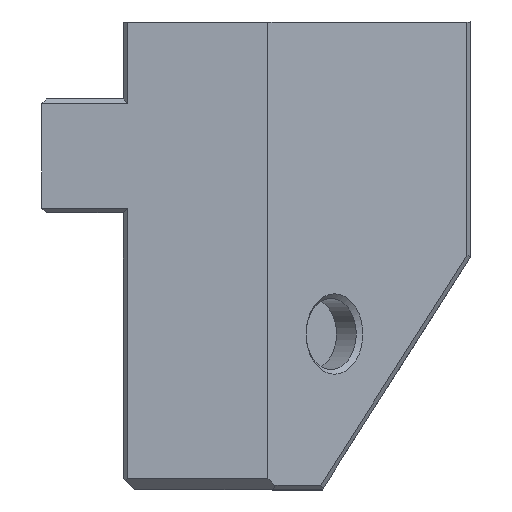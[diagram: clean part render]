
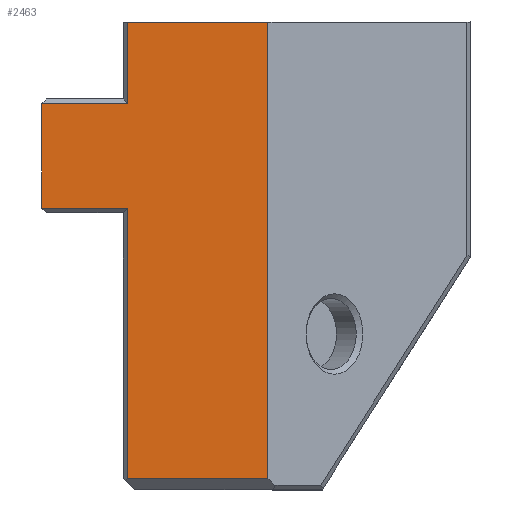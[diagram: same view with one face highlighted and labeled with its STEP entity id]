
A CAD part, left-side view. The second image highlights one B-rep face of the part: STEP entity #2463.
In plain terms, the highlighted planar face has unit normal (-1, 0, 0).
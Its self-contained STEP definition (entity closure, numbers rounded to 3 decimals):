
#105=PLANE('',#2676);
#249=FACE_OUTER_BOUND('',#397,.T.);
#397=EDGE_LOOP('',(#2116,#2117,#2118,#2119,#2120,#2121,#2122,#2123));
#518=LINE('',#3621,#804);
#598=LINE('',#3886,#884);
#601=LINE('',#3891,#887);
#602=LINE('',#3894,#888);
#605=LINE('',#3900,#891);
#618=LINE('',#3924,#904);
#698=LINE('',#4092,#984);
#699=LINE('',#4093,#985);
#804=VECTOR('',#2830,10.);
#884=VECTOR('',#3056,10.);
#887=VECTOR('',#3061,10.);
#888=VECTOR('',#3064,10.);
#891=VECTOR('',#3069,10.);
#904=VECTOR('',#3092,10.);
#984=VECTOR('',#3260,10.);
#985=VECTOR('',#3261,10.);
#1110=VERTEX_POINT('',#3618);
#1111=VERTEX_POINT('',#3620);
#1142=VERTEX_POINT('',#3708);
#1153=VERTEX_POINT('',#3738);
#1193=VERTEX_POINT('',#3885);
#1195=VERTEX_POINT('',#3893);
#1197=VERTEX_POINT('',#3899);
#1247=VERTEX_POINT('',#4091);
#1343=EDGE_CURVE('',#1110,#1111,#518,.F.);
#1458=EDGE_CURVE('',#1193,#1142,#598,.T.);
#1461=EDGE_CURVE('',#1142,#1153,#601,.T.);
#1462=EDGE_CURVE('',#1111,#1195,#602,.T.);
#1465=EDGE_CURVE('',#1153,#1197,#605,.T.);
#1478=EDGE_CURVE('',#1195,#1193,#618,.T.);
#1562=EDGE_CURVE('',#1247,#1110,#698,.T.);
#1563=EDGE_CURVE('',#1197,#1247,#699,.T.);
#2116=ORIENTED_EDGE('',*,*,#1462,.F.);
#2117=ORIENTED_EDGE('',*,*,#1343,.F.);
#2118=ORIENTED_EDGE('',*,*,#1562,.F.);
#2119=ORIENTED_EDGE('',*,*,#1563,.F.);
#2120=ORIENTED_EDGE('',*,*,#1465,.F.);
#2121=ORIENTED_EDGE('',*,*,#1461,.F.);
#2122=ORIENTED_EDGE('',*,*,#1458,.F.);
#2123=ORIENTED_EDGE('',*,*,#1478,.F.);
#2463=ADVANCED_FACE('',(#249),#105,.F.);
#2676=AXIS2_PLACEMENT_3D('',#4090,#3258,#3259);
#2830=DIRECTION('',(0.,0.,1.));
#3056=DIRECTION('',(0.,1.,0.));
#3061=DIRECTION('',(0.,0.,1.));
#3064=DIRECTION('',(0.,1.,0.));
#3069=DIRECTION('',(0.,-1.,0.));
#3092=DIRECTION('',(0.,0.,1.));
#3258=DIRECTION('center_axis',(1.,0.,0.));
#3259=DIRECTION('ref_axis',(0.,0.,1.));
#3260=DIRECTION('',(0.,-1.,0.));
#3261=DIRECTION('',(0.,0.,1.));
#3618=CARTESIAN_POINT('',(-94.3,-67.629,0.));
#3620=CARTESIAN_POINT('',(-94.3,-67.629,-39.2));
#3621=CARTESIAN_POINT('',(-94.3,-67.629,-18.6));
#3708=CARTESIAN_POINT('',(-94.3,-48.2,-16.));
#3738=CARTESIAN_POINT('',(-94.3,-48.2,-7.));
#3885=CARTESIAN_POINT('',(-94.3,-55.6,-16.));
#3886=CARTESIAN_POINT('',(-94.3,-60.561,-16.));
#3891=CARTESIAN_POINT('',(-94.3,-48.2,-18.6));
#3893=CARTESIAN_POINT('',(-94.3,-55.6,-39.2));
#3894=CARTESIAN_POINT('',(-94.3,-67.361,-39.2));
#3899=CARTESIAN_POINT('',(-94.3,-55.6,-7.));
#3900=CARTESIAN_POINT('',(-94.3,-62.311,-7.));
#3924=CARTESIAN_POINT('',(-94.3,-55.6,-27.9));
#4090=CARTESIAN_POINT('Origin',(-94.3,-73.123,-18.6));
#4091=CARTESIAN_POINT('',(-94.3,-55.6,0.));
#4092=CARTESIAN_POINT('',(-94.3,-73.123,0.));
#4093=CARTESIAN_POINT('',(-94.3,-55.6,-27.9));
